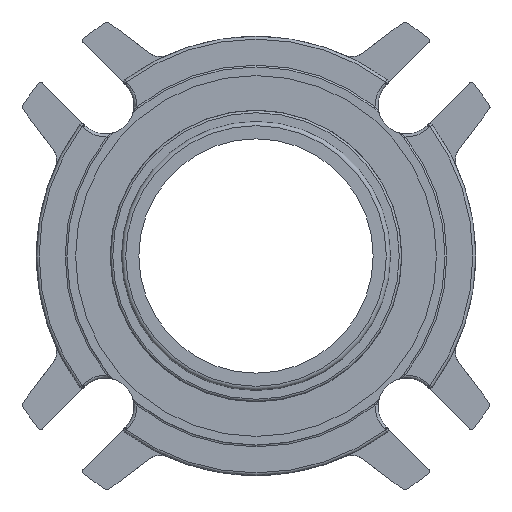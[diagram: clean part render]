
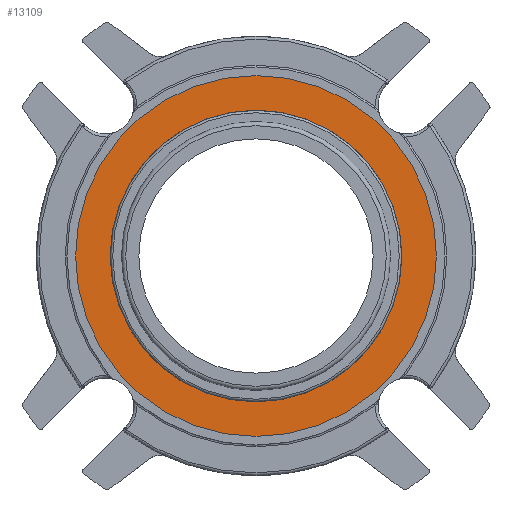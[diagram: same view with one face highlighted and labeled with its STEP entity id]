
A CAD part, left-side view. The second image highlights one B-rep face of the part: STEP entity #13109.
In plain terms, the highlighted planar face has unit normal (-1, 0, 0).
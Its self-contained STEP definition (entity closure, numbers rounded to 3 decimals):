
#1595=PLANE('',#14231);
#4343=ORIENTED_EDGE('',*,*,#5712,.F.);
#4344=ORIENTED_EDGE('',*,*,#5702,.F.);
#5702=EDGE_CURVE('',#6560,#6560,#7149,.T.);
#5712=EDGE_CURVE('',#6570,#6570,#7159,.T.);
#6560=VERTEX_POINT('',#21362);
#6570=VERTEX_POINT('',#21392);
#7149=CIRCLE('',#14212,66.);
#7159=CIRCLE('',#14232,53.34);
#7794=EDGE_LOOP('',(#4343));
#7795=EDGE_LOOP('',(#4344));
#8439=FACE_BOUND('',#7794,.T.);
#8440=FACE_BOUND('',#7795,.T.);
#13109=ADVANCED_FACE('',(#8439,#8440),#1595,.T.);
#14212=AXIS2_PLACEMENT_3D('',#21361,#16942,#16943);
#14231=AXIS2_PLACEMENT_3D('',#21390,#16980,#16981);
#14232=AXIS2_PLACEMENT_3D('',#21391,#16982,#16983);
#16942=DIRECTION('',(1.,0.,0.));
#16943=DIRECTION('',(0.,0.,-1.));
#16980=DIRECTION('',(-1.,0.,0.));
#16981=DIRECTION('',(0.,0.,1.));
#16982=DIRECTION('',(-1.,0.,0.));
#16983=DIRECTION('',(0.,0.,1.));
#21361=CARTESIAN_POINT('',(1.041,0.,0.));
#21362=CARTESIAN_POINT('',(1.041,0.,-66.));
#21390=CARTESIAN_POINT('',(1.041,0.,66.));
#21391=CARTESIAN_POINT('',(1.041,0.,0.));
#21392=CARTESIAN_POINT('',(1.041,0.,53.34));
